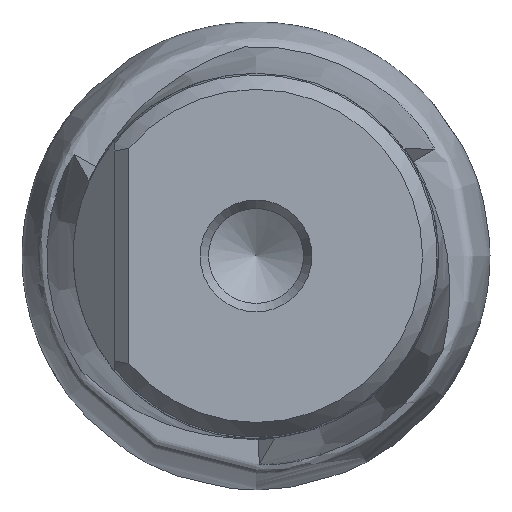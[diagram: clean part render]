
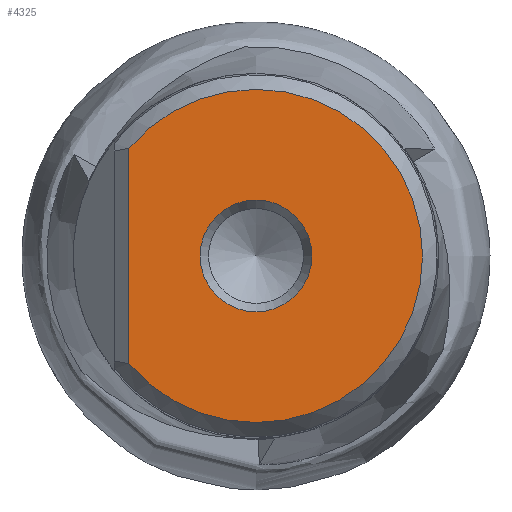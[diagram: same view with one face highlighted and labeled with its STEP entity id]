
A CAD part, left-side view. The second image highlights one B-rep face of the part: STEP entity #4325.
In plain terms, the highlighted planar face has unit normal (-1, 0, 0).
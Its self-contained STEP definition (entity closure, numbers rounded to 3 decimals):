
#31 = DIRECTION ( 'NONE',  ( 0., 0., -1. ) ) ;
#346 = EDGE_LOOP ( 'NONE', ( #4953, #4308 ) ) ;
#404 = DIRECTION ( 'NONE',  ( -1., 0., 0. ) ) ;
#442 = EDGE_CURVE ( 'NONE', #4156, #2941, #2458, .T. ) ;
#487 = DIRECTION ( 'NONE',  ( 1., 0., 0. ) ) ;
#777 = FACE_OUTER_BOUND ( 'NONE', #346, .T. ) ;
#1014 = AXIS2_PLACEMENT_3D ( 'NONE', #3342, #1036, #3735 ) ;
#1036 = DIRECTION ( 'NONE',  ( 1., 0., 0. ) ) ;
#1540 = CARTESIAN_POINT ( 'NONE',  ( -180.05, 11.4, 0. ) ) ;
#1786 = ORIENTED_EDGE ( 'NONE', *, *, #2818, .T. ) ;
#1897 = EDGE_CURVE ( 'NONE', #2941, #4156, #3355, .T. ) ;
#2318 = VECTOR ( 'NONE', #3104, 1000. ) ;
#2458 = CIRCLE ( 'NONE', #3421, 11.4 ) ;
#2621 = CARTESIAN_POINT ( 'NONE',  ( -180.05, 8.7, 7.367 ) ) ;
#2723 = VERTEX_POINT ( 'NONE', #4157 ) ;
#2818 = EDGE_CURVE ( 'NONE', #2723, #2723, #3806, .T. ) ;
#2941 = VERTEX_POINT ( 'NONE', #3003 ) ;
#3003 = CARTESIAN_POINT ( 'NONE',  ( -180.05, 8.7, -7.367 ) ) ;
#3086 = DIRECTION ( 'NONE',  ( 0., 0., 1. ) ) ;
#3104 = DIRECTION ( 'NONE',  ( 0., 0., 1. ) ) ;
#3342 = CARTESIAN_POINT ( 'NONE',  ( -180.05, 0., 0. ) ) ;
#3355 = LINE ( 'NONE', #4658, #2318 ) ;
#3421 = AXIS2_PLACEMENT_3D ( 'NONE', #3505, #487, #31 ) ;
#3505 = CARTESIAN_POINT ( 'NONE',  ( -180.05, 0., 0. ) ) ;
#3735 = DIRECTION ( 'NONE',  ( 0., 0., -1. ) ) ;
#3806 = CIRCLE ( 'NONE', #1014, 3.827 ) ;
#3865 = FACE_BOUND ( 'NONE', #4189, .T. ) ;
#4050 = AXIS2_PLACEMENT_3D ( 'NONE', #1540, #404, #3086 ) ;
#4156 = VERTEX_POINT ( 'NONE', #2621 ) ;
#4157 = CARTESIAN_POINT ( 'NONE',  ( -180.05, 0., -3.827 ) ) ;
#4189 = EDGE_LOOP ( 'NONE', ( #1786 ) ) ;
#4308 = ORIENTED_EDGE ( 'NONE', *, *, #442, .F. ) ;
#4325 = ADVANCED_FACE ( 'NONE', ( #3865, #777 ), #4638, .T. ) ;
#4638 = PLANE ( 'NONE',  #4050 ) ;
#4658 = CARTESIAN_POINT ( 'NONE',  ( -180.05, 8.7, 0. ) ) ;
#4953 = ORIENTED_EDGE ( 'NONE', *, *, #1897, .F. ) ;
